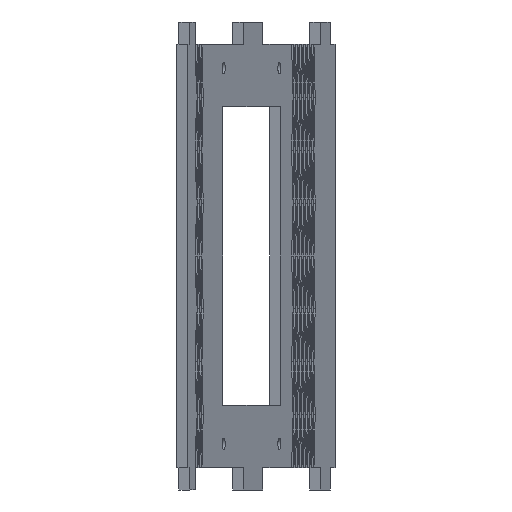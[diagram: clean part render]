
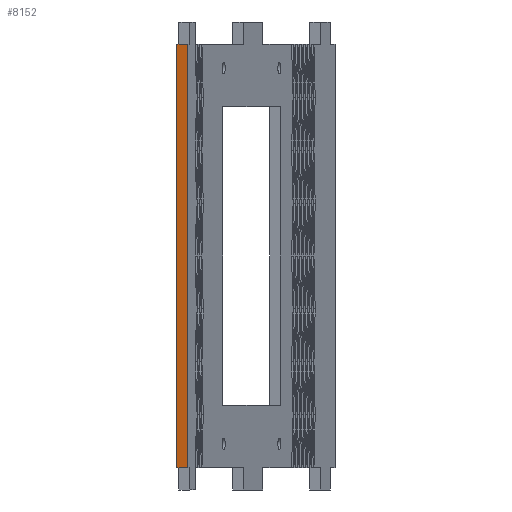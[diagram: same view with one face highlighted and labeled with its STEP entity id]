
A CAD part, front view. The second image highlights one B-rep face of the part: STEP entity #8152.
In plain terms, the highlighted planar face has unit normal (-0.265, -0.964, 0).
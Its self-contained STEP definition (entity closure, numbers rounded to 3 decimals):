
#588=FACE_OUTER_BOUND('',#1038,.T.);
#1038=EDGE_LOOP('',(#6998,#6999,#7000,#7001));
#1306=LINE('',#11091,#2379);
#2138=LINE('',#12770,#3211);
#2139=LINE('',#12773,#3212);
#2140=LINE('',#12774,#3213);
#2379=VECTOR('',#9096,10.);
#3211=VECTOR('',#10482,10.);
#3212=VECTOR('',#10485,10.);
#3213=VECTOR('',#10486,10.);
#3435=VERTEX_POINT('',#11088);
#3436=VERTEX_POINT('',#11090);
#4006=VERTEX_POINT('',#12768);
#4007=VERTEX_POINT('',#12772);
#4266=EDGE_CURVE('',#3435,#3436,#1306,.T.);
#5106=EDGE_CURVE('',#4006,#3436,#2138,.T.);
#5107=EDGE_CURVE('',#4006,#4007,#2139,.T.);
#5108=EDGE_CURVE('',#4007,#3435,#2140,.T.);
#6998=ORIENTED_EDGE('',*,*,#5107,.F.);
#6999=ORIENTED_EDGE('',*,*,#5106,.T.);
#7000=ORIENTED_EDGE('',*,*,#4266,.F.);
#7001=ORIENTED_EDGE('',*,*,#5108,.F.);
#7767=PLANE('',#8616);
#8152=ADVANCED_FACE('',(#588),#7767,.T.);
#8616=AXIS2_PLACEMENT_3D('',#12771,#10483,#10484);
#9096=DIRECTION('',(0.,0.,1.));
#10482=DIRECTION('',(-0.964,0.265,0.));
#10483=DIRECTION('center_axis',(-0.265,-0.964,0.));
#10484=DIRECTION('ref_axis',(0.,0.,
1.));
#10485=DIRECTION('',(0.,0.,-1.));
#10486=DIRECTION('',(-0.964,0.265,0.));
#11088=CARTESIAN_POINT('',(794.394,4.105,-230.267));
#11090=CARTESIAN_POINT('',(794.394,4.105,-115.267));
#11091=CARTESIAN_POINT('',(794.394,4.105,-115.267));
#12768=CARTESIAN_POINT('',(797.287,3.309,-115.267));
#12770=CARTESIAN_POINT('',(797.287,3.309,-115.267));
#12771=CARTESIAN_POINT('Origin',(797.287,3.309,-230.267));
#12772=CARTESIAN_POINT('',(797.287,3.309,-230.267));
#12773=CARTESIAN_POINT('',(797.287,3.309,-115.267));
#12774=CARTESIAN_POINT('',(797.287,3.309,-230.267));
